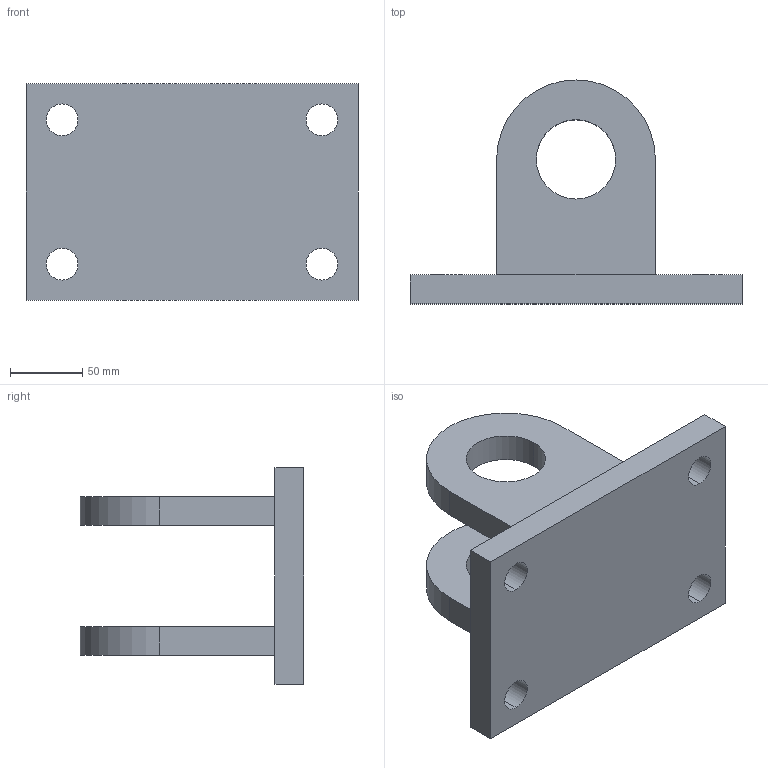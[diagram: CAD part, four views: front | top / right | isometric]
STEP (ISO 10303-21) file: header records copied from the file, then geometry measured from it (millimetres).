
FILE_DESCRIPTION (( 'STEP AP203' ), '1' );
FILE_NAME ('湮蚐詰假蚾釱珨.STEP', '2021-12-19T08:33:19', ( '' ), ( '' ), 'SwSTEP 2.0', 'SolidWorks 2018', '' );
FILE_SCHEMA (( 'CONFIG_CONTROL_DESIGN' ));
Length unit declared in the file: millimetre
Products named in the file (1): 湮蚐詰假蚾釱珨
Bounding box: 230 x 155 x 150 mm (x, y, z)
Volume: 1106622.6 mm3; surface area: 147214.5 mm2
Topology: 1 solids, 1 shells, 30 faces, 78 edges, 52 vertices
Faces by surface type: cylinder 16, plane 14
Entity records: 1035 total; most frequent: DIRECTION 172, CARTESIAN_POINT 161, ORIENTED_EDGE 156, EDGE_CURVE 78, AXIS2_PLACEMENT_3D 63, VERTEX_POINT 52, LINE 46, VECTOR 46
